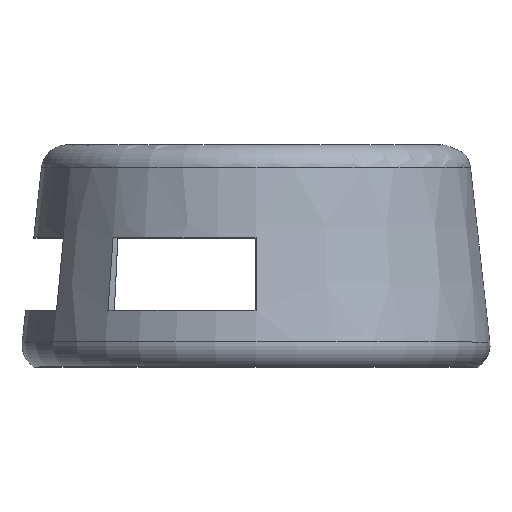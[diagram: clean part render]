
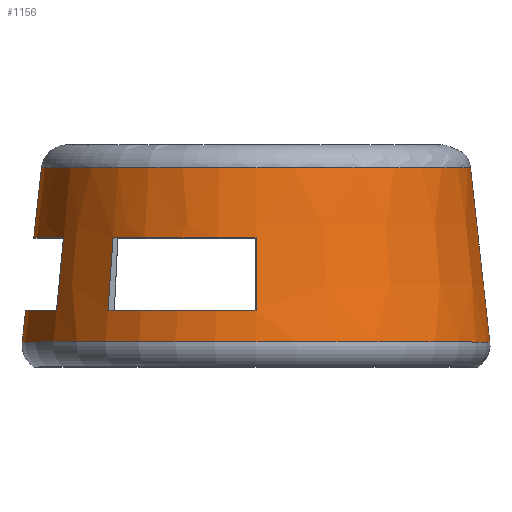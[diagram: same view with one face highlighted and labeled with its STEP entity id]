
A CAD part, top view. The second image highlights one B-rep face of the part: STEP entity #1156.
In plain terms, the highlighted conical face has half-angle 6.333 degrees and reference radius 43.526 mm.
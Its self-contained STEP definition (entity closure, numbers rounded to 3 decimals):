
#20=CONICAL_SURFACE('',#1268,43.526,0.111);
#42=CIRCLE('',#1266,41.455);
#44=CIRCLE('',#1269,42.959);
#45=CIRCLE('',#1270,44.513);
#46=CIRCLE('',#1271,45.193);
#47=CIRCLE('',#1272,45.193);
#48=CIRCLE('',#1273,44.513);
#49=CIRCLE('',#1274,42.959);
#50=CIRCLE('',#1275,44.513);
#51=CIRCLE('',#1276,42.959);
#90=FACE_BOUND('',#244,.T.);
#91=FACE_BOUND('',#245,.T.);
#170=FACE_OUTER_BOUND('',#243,.T.);
#243=EDGE_LOOP('',(#863,#864,#865,#866,#867,#868,#869,#870,#871,#872,#873));
#244=EDGE_LOOP('',(#874,#875,#876,#877));
#245=EDGE_LOOP('',(#878,#879,#880,#881));
#314=LINE('',#1922,#373);
#315=LINE('',#1926,#374);
#316=LINE('',#1930,#375);
#317=LINE('',#1934,#376);
#318=LINE('',#1939,#377);
#319=LINE('',#1942,#378);
#320=LINE('',#1947,#379);
#321=LINE('',#1950,#380);
#373=VECTOR('',#1486,44.52);
#374=VECTOR('',#1489,10.);
#375=VECTOR('',#1492,44.52);
#376=VECTOR('',#1497,10.);
#377=VECTOR('',#1500,10.);
#378=VECTOR('',#1503,10.);
#379=VECTOR('',#1506,10.);
#380=VECTOR('',#1509,10.);
#512=VERTEX_POINT('',#1902);
#515=VERTEX_POINT('',#1921);
#516=VERTEX_POINT('',#1923);
#517=VERTEX_POINT('',#1925);
#518=VERTEX_POINT('',#1927);
#519=VERTEX_POINT('',#1929);
#520=VERTEX_POINT('',#1931);
#521=VERTEX_POINT('',#1935);
#522=VERTEX_POINT('',#1936);
#523=VERTEX_POINT('',#1938);
#524=VERTEX_POINT('',#1940);
#525=VERTEX_POINT('',#1943);
#526=VERTEX_POINT('',#1944);
#527=VERTEX_POINT('',#1946);
#528=VERTEX_POINT('',#1948);
#648=EDGE_CURVE('',#512,#512,#42,.T.);
#652=EDGE_CURVE('',#512,#515,#314,.T.);
#653=EDGE_CURVE('',#515,#516,#44,.T.);
#654=EDGE_CURVE('',#516,#517,#315,.T.);
#655=EDGE_CURVE('',#518,#517,#45,.T.);
#656=EDGE_CURVE('',#518,#519,#316,.T.);
#657=EDGE_CURVE('',#520,#519,#46,.T.);
#658=EDGE_CURVE('',#519,#520,#47,.T.);
#659=EDGE_CURVE('',#518,#515,#317,.T.);
#660=EDGE_CURVE('',#521,#522,#48,.T.);
#661=EDGE_CURVE('',#521,#523,#318,.T.);
#662=EDGE_CURVE('',#523,#524,#49,.T.);
#663=EDGE_CURVE('',#524,#522,#319,.T.);
#664=EDGE_CURVE('',#525,#526,#50,.T.);
#665=EDGE_CURVE('',#525,#527,#320,.T.);
#666=EDGE_CURVE('',#527,#528,#51,.T.);
#667=EDGE_CURVE('',#528,#526,#321,.T.);
#863=ORIENTED_EDGE('',*,*,#648,.F.);
#864=ORIENTED_EDGE('',*,*,#652,.T.);
#865=ORIENTED_EDGE('',*,*,#653,.T.);
#866=ORIENTED_EDGE('',*,*,#654,.T.);
#867=ORIENTED_EDGE('',*,*,#655,.F.);
#868=ORIENTED_EDGE('',*,*,#656,.T.);
#869=ORIENTED_EDGE('',*,*,#657,.F.);
#870=ORIENTED_EDGE('',*,*,#658,.F.);
#871=ORIENTED_EDGE('',*,*,#656,.F.);
#872=ORIENTED_EDGE('',*,*,#659,.T.);
#873=ORIENTED_EDGE('',*,*,#652,.F.);
#874=ORIENTED_EDGE('',*,*,#660,.F.);
#875=ORIENTED_EDGE('',*,*,#661,.T.);
#876=ORIENTED_EDGE('',*,*,#662,.T.);
#877=ORIENTED_EDGE('',*,*,#663,.T.);
#878=ORIENTED_EDGE('',*,*,#664,.F.);
#879=ORIENTED_EDGE('',*,*,#665,.T.);
#880=ORIENTED_EDGE('',*,*,#666,.T.);
#881=ORIENTED_EDGE('',*,*,#667,.T.);
#1156=ADVANCED_FACE('',(#170,#90,#91),#20,.T.);
#1266=AXIS2_PLACEMENT_3D('',#1904,#1480,#1481);
#1268=AXIS2_PLACEMENT_3D('',#1920,#1484,#1485);
#1269=AXIS2_PLACEMENT_3D('',#1924,#1487,#1488);
#1270=AXIS2_PLACEMENT_3D('',#1928,#1490,#1491);
#1271=AXIS2_PLACEMENT_3D('',#1932,#1493,#1494);
#1272=AXIS2_PLACEMENT_3D('',#1933,#1495,#1496);
#1273=AXIS2_PLACEMENT_3D('',#1937,#1498,#1499);
#1274=AXIS2_PLACEMENT_3D('',#1941,#1501,#1502);
#1275=AXIS2_PLACEMENT_3D('',#1945,#1504,#1505);
#1276=AXIS2_PLACEMENT_3D('',#1949,#1507,#1508);
#1480=DIRECTION('center_axis',(0.,1.,0.));
#1481=DIRECTION('ref_axis',(0.,0.,1.));
#1484=DIRECTION('center_axis',(0.,-1.,0.));
#1485=DIRECTION('ref_axis',(0.,0.,1.));
#1486=DIRECTION('',(0.,-0.994,-0.11));
#1487=DIRECTION('center_axis',(0.,1.,0.));
#1488=DIRECTION('ref_axis',(0.,0.,1.));
#1489=DIRECTION('',(-0.071,-0.994,-0.085));
#1490=DIRECTION('center_axis',(0.,1.,0.));
#1491=DIRECTION('ref_axis',(0.,0.,1.));
#1492=DIRECTION('',(0.,-0.994,-0.11));
#1493=DIRECTION('center_axis',(0.,-1.,0.));
#1494=DIRECTION('ref_axis',(0.,0.,-1.));
#1495=DIRECTION('center_axis',(0.,-1.,0.));
#1496=DIRECTION('ref_axis',(0.,0.,-1.));
#1497=DIRECTION('',(0.,0.994,0.11));
#1498=DIRECTION('center_axis',(0.,1.,0.));
#1499=DIRECTION('ref_axis',(0.,0.,1.));
#1500=DIRECTION('',(0.071,0.994,-0.085));
#1501=DIRECTION('center_axis',(0.,1.,0.));
#1502=DIRECTION('ref_axis',(0.,0.,1.));
#1503=DIRECTION('',(0.,-0.994,0.11));
#1504=DIRECTION('center_axis',(0.,1.,0.));
#1505=DIRECTION('ref_axis',(0.,0.,1.));
#1506=DIRECTION('',(0.096,0.994,0.055));
#1507=DIRECTION('center_axis',(0.,1.,0.));
#1508=DIRECTION('ref_axis',(0.,0.,1.));
#1509=DIRECTION('',(-0.096,-0.994,0.055));
#1902=CARTESIAN_POINT('',(0.,138.552,-41.455));
#1904=CARTESIAN_POINT('Origin',(0.,138.552,
0.));
#1920=CARTESIAN_POINT('Origin',(0.,119.89,0.));
#1921=CARTESIAN_POINT('',(0.,125.,-42.959));
#1922=CARTESIAN_POINT('',(0.,119.89,-43.526));
#1923=CARTESIAN_POINT('',(-27.613,125.,-32.908));
#1924=CARTESIAN_POINT('Origin',(0.,125.,0.));
#1925=CARTESIAN_POINT('',(-28.612,111.,-34.099));
#1926=CARTESIAN_POINT('',(-27.978,119.89,-33.343));
#1927=CARTESIAN_POINT('',(0.,111.,-44.513));
#1928=CARTESIAN_POINT('Origin',(0.,111.,0.));
#1929=CARTESIAN_POINT('',(0.,104.876,-45.193));
#1930=CARTESIAN_POINT('',(0.,119.89,-43.526));
#1931=CARTESIAN_POINT('',(0.,104.876,45.193));
#1932=CARTESIAN_POINT('Origin',(0.,104.876,0.));
#1933=CARTESIAN_POINT('Origin',(0.,104.876,0.));
#1934=CARTESIAN_POINT('',(0.,119.89,-43.526));
#1935=CARTESIAN_POINT('',(-28.612,111.,34.099));
#1936=CARTESIAN_POINT('',(0.,111.,44.513));
#1937=CARTESIAN_POINT('Origin',(0.,111.,0.));
#1938=CARTESIAN_POINT('',(-27.613,125.,32.908));
#1939=CARTESIAN_POINT('',(-27.978,119.89,33.343));
#1940=CARTESIAN_POINT('',(0.,125.,42.959));
#1941=CARTESIAN_POINT('Origin',(0.,125.,0.));
#1942=CARTESIAN_POINT('',(0.,119.89,43.526));
#1943=CARTESIAN_POINT('',(-38.549,111.,-22.256));
#1944=CARTESIAN_POINT('',(-38.549,111.,22.256));
#1945=CARTESIAN_POINT('Origin',(0.,111.,0.));
#1946=CARTESIAN_POINT('',(-37.204,125.,-21.479));
#1947=CARTESIAN_POINT('',(-37.695,119.89,-21.763));
#1948=CARTESIAN_POINT('',(-37.204,125.,21.479));
#1949=CARTESIAN_POINT('Origin',(0.,125.,0.));
#1950=CARTESIAN_POINT('',(-37.695,119.89,21.763));
